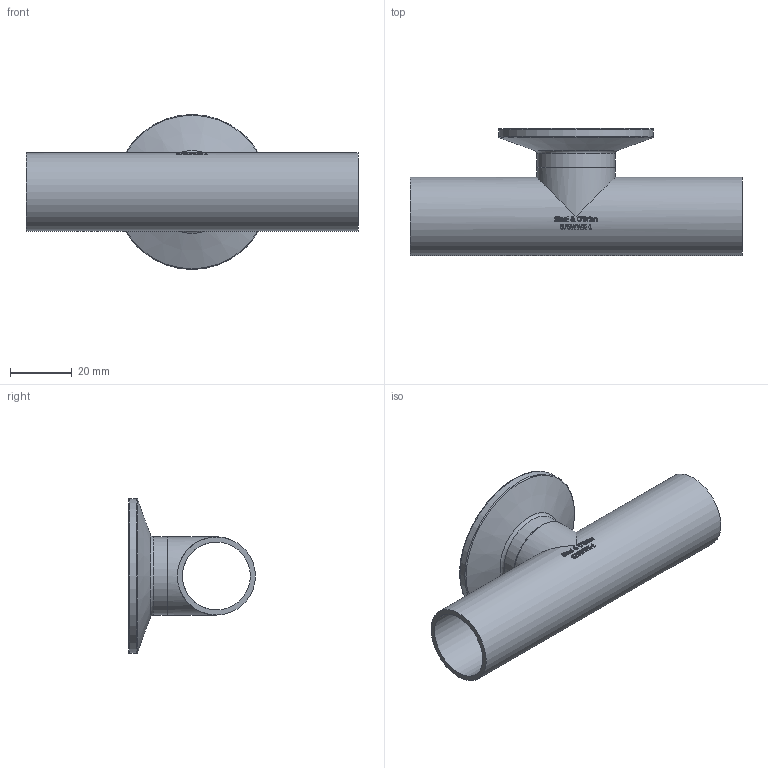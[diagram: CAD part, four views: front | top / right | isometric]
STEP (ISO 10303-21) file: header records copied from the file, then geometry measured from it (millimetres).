
FILE_DESCRIPTION(/* description */ (''),/* implementation_level */ '2;1');
FILE_NAME(/* name */ 'S7SWWK-1.stp',/* time_stamp */ '2018-11-28T09:35:18-05:00',/* author */ ('ken'),/* organization */ (''),/* preprocessor_version */ 'ST-DEVELOPER v15.2',/* originating_system */ 'Autodesk Inventor 2014',/* authorisation */ '');
FILE_SCHEMA (('AUTOMOTIVE_DESIGN { 1 0 10303 214 3 1 1 }'));
Length unit declared in the file: inch
Products named in the file (1): S7SWWK-1
Bounding box: 107.95 x 41.27 x 50.39 mm (x, y, z)
Volume: 21722.4 mm3; surface area: 21607.6 mm2
Topology: 1 solids, 1 shells, 354 faces, 948 edges, 628 vertices
Faces by surface type: plane 153, bspline 152, cylinder 37, torus 9, cone 3
Full cylindrical faces by diameter (mm): 22.098 x3, 25.4 x3, 50.394 x1
Entity records: 13895 total; most frequent: CARTESIAN_POINT 5908, ORIENTED_EDGE 1850, DIRECTION 1215, EDGE_CURVE 925, VERTEX_POINT 626, LINE 433, VECTOR 433, EDGE_LOOP 411
